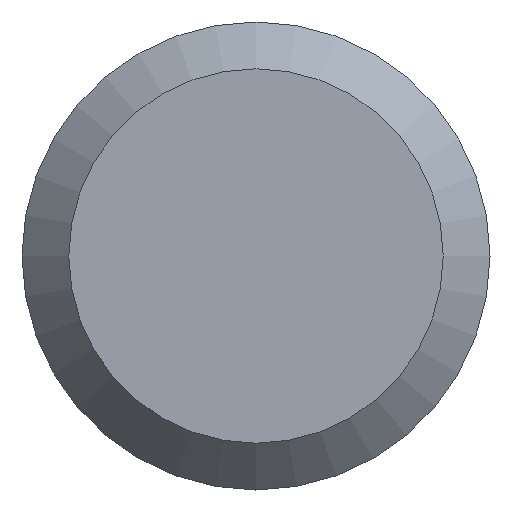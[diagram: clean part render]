
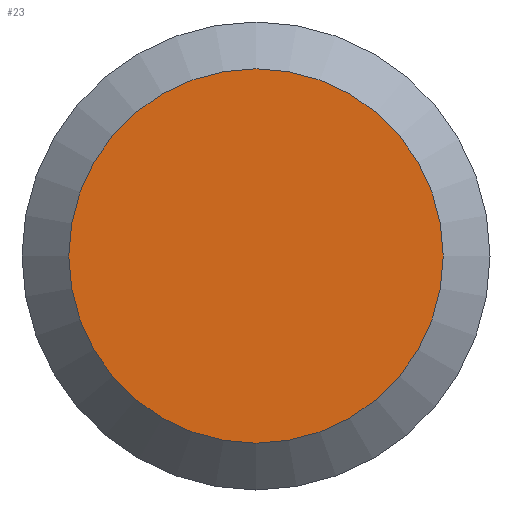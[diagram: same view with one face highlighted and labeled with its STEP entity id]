
A CAD part, left-side view. The second image highlights one B-rep face of the part: STEP entity #23.
In plain terms, the highlighted planar face has unit normal (-1, 0, 0).
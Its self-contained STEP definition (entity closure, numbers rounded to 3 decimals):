
#2 = ORIENTED_EDGE ( 'NONE', *, *, #172, .T. ) ;
#15 = FACE_OUTER_BOUND ( 'NONE', #22, .T. ) ;
#22 = EDGE_LOOP ( 'NONE', ( #2 ) ) ;
#23 = ADVANCED_FACE ( 'NONE', ( #15 ), #136, .F. ) ;
#40 = DIRECTION ( 'NONE',  ( 0., 0., -1. ) ) ;
#47 = VERTEX_POINT ( 'NONE', #160 ) ;
#58 = CARTESIAN_POINT ( 'NONE',  ( 0., 1.9, 0. ) ) ;
#78 = CARTESIAN_POINT ( 'NONE',  ( 0., 0., 0. ) ) ;
#80 = DIRECTION ( 'NONE',  ( 1., 0., 0. ) ) ;
#135 = CIRCLE ( 'NONE', #148, 1.52 ) ;
#136 = PLANE ( 'NONE',  #205 ) ;
#148 = AXIS2_PLACEMENT_3D ( 'NONE', #78, #168, #40 ) ;
#152 = DIRECTION ( 'NONE',  ( 0., 0., -1. ) ) ;
#160 = CARTESIAN_POINT ( 'NONE',  ( 0., 0., -1.52 ) ) ;
#168 = DIRECTION ( 'NONE',  ( -1., 0., 0. ) ) ;
#172 = EDGE_CURVE ( 'NONE', #47, #47, #135, .T. ) ;
#205 = AXIS2_PLACEMENT_3D ( 'NONE', #58, #80, #152 ) ;
